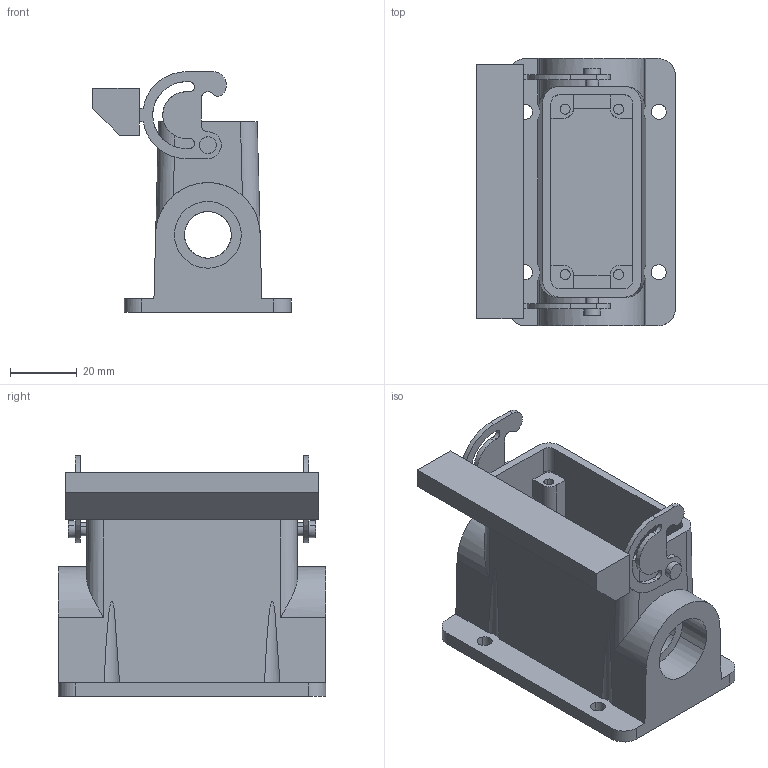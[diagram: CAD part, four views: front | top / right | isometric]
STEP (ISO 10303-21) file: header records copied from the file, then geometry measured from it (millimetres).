
FILE_DESCRIPTION(('CATIA V5 STEP Exchange','CAx-IF Rec.Pracs.--- Model Styling and Organization---1.4--- 2014-01-23'),'2;1');
FILE_NAME ('021683-1_2', '2019-07-25T14:32:52+00:00', ('none'), ('Weidmueller'), 'CATIA Version 5-6 Release 2016 SP3 HF44', 'CATIA V5 STEP AP214', 'none');
FILE_SCHEMA(('AUTOMOTIVE_DESIGN { 1 0 10303 214 1 1 1 1 }'));
Length unit declared in the file: millimetre
Products named in the file (1): 1788640000
Bounding box: 59.5 x 80 x 72 mm (x, y, z)
Volume: 76546.9 mm3; surface area: 35202.5 mm2
Topology: 1 solids, 1 shells, 152 faces, 423 edges, 284 vertices
Faces by surface type: cylinder 80, plane 72
Entity records: 5536 total; most frequent: CARTESIAN_POINT 1814, ORIENTED_EDGE 846, DIRECTION 602, EDGE_CURVE 423, VERTEX_POINT 284, VECTOR 254, LINE 254, AXIS2_PLACEMENT_3D 235
